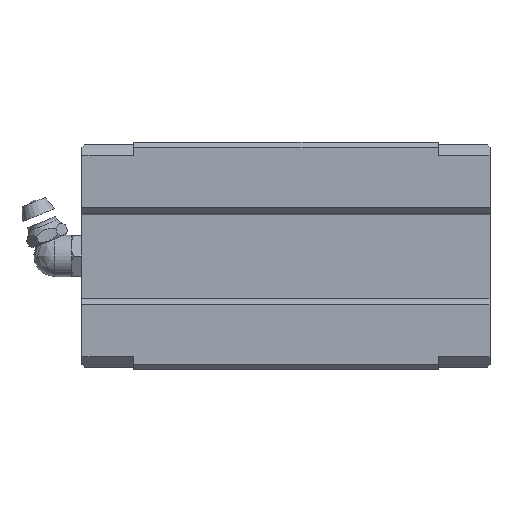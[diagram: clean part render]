
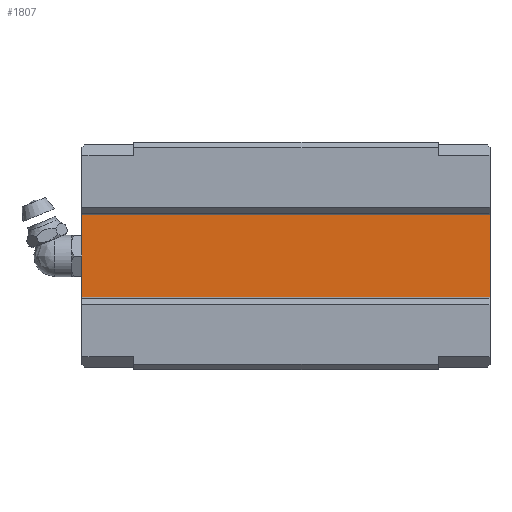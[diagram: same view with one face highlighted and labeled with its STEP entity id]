
A CAD part, front view. The second image highlights one B-rep face of the part: STEP entity #1807.
In plain terms, the highlighted planar face has unit normal (0, -1, 0).
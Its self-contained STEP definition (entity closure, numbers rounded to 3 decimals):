
#103 = VECTOR ( 'NONE', #4441, 1000. ) ;
#460 = VERTEX_POINT ( 'NONE', #5139 ) ;
#469 = DIRECTION ( 'NONE',  ( 0., 0., -1. ) ) ;
#661 = EDGE_CURVE ( 'NONE', #5289, #941, #5283, .T. ) ;
#686 = CARTESIAN_POINT ( 'NONE',  ( -39.5, 11.9, -8.156 ) ) ;
#878 = ORIENTED_EDGE ( 'NONE', *, *, #4485, .T. ) ;
#922 = VECTOR ( 'NONE', #3145, 1000. ) ;
#941 = VERTEX_POINT ( 'NONE', #4737 ) ;
#1122 = LINE ( 'NONE', #5292, #4325 ) ;
#1807 = ADVANCED_FACE ( 'NONE', ( #2456 ), #4178, .T. ) ;
#2292 = VERTEX_POINT ( 'NONE', #3620 ) ;
#2396 = AXIS2_PLACEMENT_3D ( 'NONE', #4508, #5332, #469 ) ;
#2456 = FACE_OUTER_BOUND ( 'NONE', #3662, .T. ) ;
#2632 = LINE ( 'NONE', #4738, #3569 ) ;
#2656 = EDGE_CURVE ( 'NONE', #460, #2292, #1122, .T. ) ;
#3085 = ORIENTED_EDGE ( 'NONE', *, *, #2656, .T. ) ;
#3145 = DIRECTION ( 'NONE',  ( 1., 0., 0. ) ) ;
#3169 = CARTESIAN_POINT ( 'NONE',  ( 39.5, 11.9, -8.156 ) ) ;
#3313 = LINE ( 'NONE', #4043, #103 ) ;
#3569 = VECTOR ( 'NONE', #4290, 1000. ) ;
#3620 = CARTESIAN_POINT ( 'NONE',  ( -39.5, 11.9, 8.156 ) ) ;
#3662 = EDGE_LOOP ( 'NONE', ( #4687, #3085, #878, #4499 ) ) ;
#3860 = EDGE_CURVE ( 'NONE', #941, #460, #3313, .T. ) ;
#4043 = CARTESIAN_POINT ( 'NONE',  ( 39.5, 11.9, -8.156 ) ) ;
#4178 = PLANE ( 'NONE',  #2396 ) ;
#4290 = DIRECTION ( 'NONE',  ( 0., 0., -1. ) ) ;
#4325 = VECTOR ( 'NONE', #4835, 1000. ) ;
#4441 = DIRECTION ( 'NONE',  ( 0., 0., 1. ) ) ;
#4485 = EDGE_CURVE ( 'NONE', #2292, #5289, #2632, .T. ) ;
#4499 = ORIENTED_EDGE ( 'NONE', *, *, #661, .T. ) ;
#4508 = CARTESIAN_POINT ( 'NONE',  ( 39.5, 11.9, -8.156 ) ) ;
#4687 = ORIENTED_EDGE ( 'NONE', *, *, #3860, .T. ) ;
#4737 = CARTESIAN_POINT ( 'NONE',  ( 39.5, 11.9, -8.156 ) ) ;
#4738 = CARTESIAN_POINT ( 'NONE',  ( -39.5, 11.9, -8.156 ) ) ;
#4835 = DIRECTION ( 'NONE',  ( -1., 0., 0. ) ) ;
#5139 = CARTESIAN_POINT ( 'NONE',  ( 39.5, 11.9, 8.156 ) ) ;
#5283 = LINE ( 'NONE', #3169, #922 ) ;
#5289 = VERTEX_POINT ( 'NONE', #686 ) ;
#5292 = CARTESIAN_POINT ( 'NONE',  ( 39.5, 11.9, 8.156 ) ) ;
#5332 = DIRECTION ( 'NONE',  ( 0., -1., 0. ) ) ;
